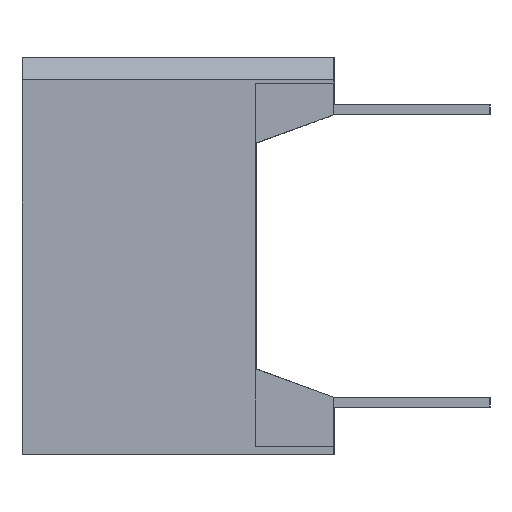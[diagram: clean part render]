
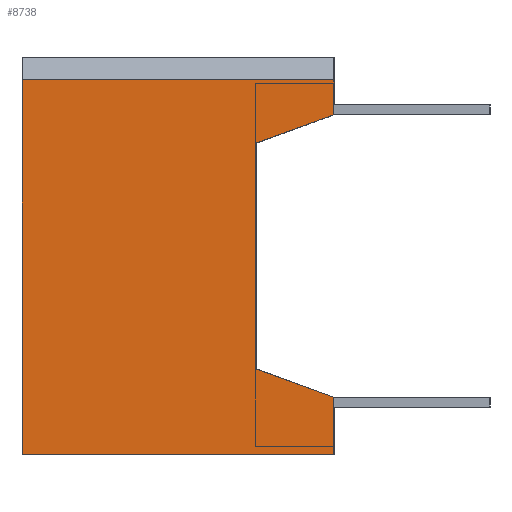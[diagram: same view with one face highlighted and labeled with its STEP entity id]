
A CAD part, left-side view. The second image highlights one B-rep face of the part: STEP entity #8738.
In plain terms, the highlighted planar face has unit normal (-1, 0, 0).
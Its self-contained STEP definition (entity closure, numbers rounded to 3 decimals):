
#285 = EDGE_CURVE ( 'NONE', #19848, #19847, #23823, .T. ) ;
#6071 = LINE ( 'NONE', #6072, #6518 ) ;
#6072 = CARTESIAN_POINT ( 'NONE',  ( -25.35, -8., -5.08 ) ) ;
#6073 = DIRECTION ( 'NONE',  ( 0., 1., 0. ) ) ;
#6518 = VECTOR ( 'NONE', #6073, 1000. ) ;
#8738 = ADVANCED_FACE ( 'NONE', ( #26378 ), #26026, .T. ) ;
#10503 = LINE ( 'NONE', #10504, #11148 ) ;
#10504 = CARTESIAN_POINT ( 'NONE',  ( -25.35, 0., 0. ) ) ;
#10505 = DIRECTION ( 'NONE',  ( 0., 0., 1. ) ) ;
#10715 = LINE ( 'NONE', #10716, #11197 ) ;
#10716 = CARTESIAN_POINT ( 'NONE',  ( -25.35, -8., 0. ) ) ;
#10717 = DIRECTION ( 'NONE',  ( 0., 0., 1. ) ) ;
#10908 = CARTESIAN_POINT ( 'NONE',  ( -25.35, -8., -3.62 ) ) ;
#10929 = CARTESIAN_POINT ( 'NONE',  ( -25.35, -8., 4.514 ) ) ;
#11004 = CARTESIAN_POINT ( 'NONE',  ( -25.35, -8., -5.08 ) ) ;
#11148 = VECTOR ( 'NONE', #10505, 1000. ) ;
#11197 = VECTOR ( 'NONE', #10717, 1000. ) ;
#11863 = CARTESIAN_POINT ( 'NONE',  ( -25.35, 0., 4.514 ) ) ;
#11875 = CARTESIAN_POINT ( 'NONE',  ( -25.35, -8., 3.62 ) ) ;
#11906 = CARTESIAN_POINT ( 'NONE',  ( -25.35, 0., -5.08 ) ) ;
#12470 = CARTESIAN_POINT ( 'NONE',  ( -25.35, -6., 2.892 ) ) ;
#12471 = CARTESIAN_POINT ( 'NONE',  ( -25.35, -6., -2.892 ) ) ;
#13183 = VECTOR ( 'NONE', #14034, 1000. ) ;
#13185 = VECTOR ( 'NONE', #14040, 1000. ) ;
#13186 = VECTOR ( 'NONE', #14043, 1000. ) ;
#13187 = VECTOR ( 'NONE', #14046, 1000. ) ;
#14032 = LINE ( 'NONE', #14033, #13183 ) ;
#14033 = CARTESIAN_POINT ( 'NONE',  ( -25.35, -8., 0. ) ) ;
#14034 = DIRECTION ( 'NONE',  ( 0., 0., 1. ) ) ;
#14038 = LINE ( 'NONE', #14039, #13185 ) ;
#14039 = CARTESIAN_POINT ( 'NONE',  ( -25.35, -12.311, 5.189 ) ) ;
#14040 = DIRECTION ( 'NONE',  ( 0., -0.94, 0.342 ) ) ;
#14041 = LINE ( 'NONE', #14042, #13186 ) ;
#14042 = CARTESIAN_POINT ( 'NONE',  ( -25.35, -8., 4.514 ) ) ;
#14043 = DIRECTION ( 'NONE',  ( 0., 1., 0. ) ) ;
#14044 = LINE ( 'NONE', #14045, #13187 ) ;
#14045 = CARTESIAN_POINT ( 'NONE',  ( -25.35, -12.311, -5.189 ) ) ;
#14046 = DIRECTION ( 'NONE',  ( 0., 0.94, 0.342 ) ) ;
#15919 = EDGE_CURVE ( 'NONE', #18910, #19023, #6071, .T. ) ;
#16285 = ORIENTED_EDGE ( 'NONE', *, *, #22196, .T. ) ;
#16286 = ORIENTED_EDGE ( 'NONE', *, *, #22195, .T. ) ;
#16287 = ORIENTED_EDGE ( 'NONE', *, *, #17935, .T. ) ;
#16288 = ORIENTED_EDGE ( 'NONE', *, *, #22193, .T. ) ;
#16289 = ORIENTED_EDGE ( 'NONE', *, *, #17883, .F. ) ;
#16290 = ORIENTED_EDGE ( 'NONE', *, *, #15919, .F. ) ;
#16291 = ORIENTED_EDGE ( 'NONE', *, *, #22197, .T. ) ;
#16293 = ORIENTED_EDGE ( 'NONE', *, *, #285, .T. ) ;
#17883 = EDGE_CURVE ( 'NONE', #19023, #18980, #10503, .T. ) ;
#17935 = EDGE_CURVE ( 'NONE', #18992, #18835, #10715, .T. ) ;
#18033 = EDGE_LOOP ( 'NONE', ( #16286, #16287, #16285, #16289, #16290, #16288, #16291, #16293 ) ) ;
#18814 = VERTEX_POINT ( 'NONE', #10908 ) ;
#18835 = VERTEX_POINT ( 'NONE', #10929 ) ;
#18910 = VERTEX_POINT ( 'NONE', #11004 ) ;
#18980 = VERTEX_POINT ( 'NONE', #11863 ) ;
#18992 = VERTEX_POINT ( 'NONE', #11875 ) ;
#19023 = VERTEX_POINT ( 'NONE', #11906 ) ;
#19847 = VERTEX_POINT ( 'NONE', #12470 ) ;
#19848 = VERTEX_POINT ( 'NONE', #12471 ) ;
#22193 = EDGE_CURVE ( 'NONE', #18910, #18814, #14032, .T. ) ;
#22195 = EDGE_CURVE ( 'NONE', #19847, #18992, #14038, .T. ) ;
#22196 = EDGE_CURVE ( 'NONE', #18835, #18980, #14041, .T. ) ;
#22197 = EDGE_CURVE ( 'NONE', #18814, #19848, #14044, .T. ) ;
#23823 = LINE ( 'NONE', #23824, #25228 ) ;
#23824 = CARTESIAN_POINT ( 'NONE',  ( -25.35, -6., 0. ) ) ;
#23825 = DIRECTION ( 'NONE',  ( 0., 0., 1. ) ) ;
#25228 = VECTOR ( 'NONE', #23825, 1000. ) ;
#26026 = PLANE ( 'NONE',  #26384 ) ;
#26027 = CARTESIAN_POINT ( 'NONE',  ( -25.35, -8., 0. ) ) ;
#26028 = DIRECTION ( 'NONE',  ( -1., 0., 0. ) ) ;
#26029 = DIRECTION ( 'NONE',  ( 0., 0., 1. ) ) ;
#26378 = FACE_OUTER_BOUND ( 'NONE', #18033, .T. ) ;
#26384 = AXIS2_PLACEMENT_3D ( 'NONE', #26027, #26028, #26029 ) ;
